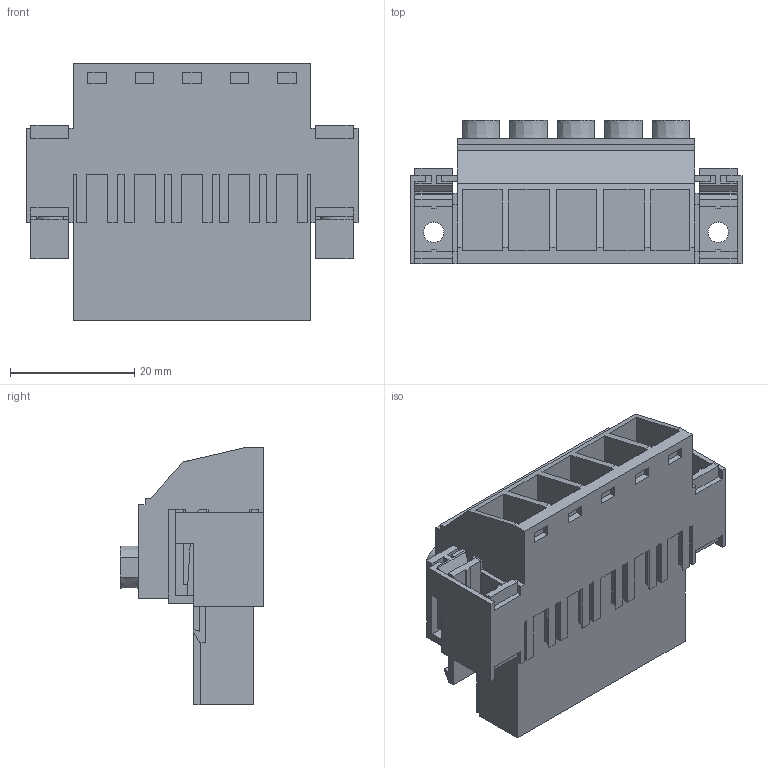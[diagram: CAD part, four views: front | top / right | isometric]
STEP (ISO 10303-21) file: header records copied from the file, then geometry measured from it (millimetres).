
FILE_DESCRIPTION(('CATIA V5 STEP Exchange','CAx-IF Rec.Pracs.--- Model Styling and Organization---1.2---2011-12-15'),'2;1');
FILE_NAME ('D1459483_0_1932100000_1932100000.stp','2017-03-24T12:28:47+00:00',('none'),('Weidmueller'),'CATIA Version 5-6 Release 2014','CATIA V5 STEP AP214','none');
FILE_SCHEMA(('AUTOMOTIVE_DESIGN { 1 0 10303 214 1 1 1 1 }'));
Length unit declared in the file: millimetre
Products named in the file (1): 1932100000
Bounding box: 53.34 x 23.1 x 41.45 mm (x, y, z)
Volume: 17433.6 mm3; surface area: 15935.7 mm2
Topology: 8 solids, 8 shells, 628 faces, 1832 edges, 1249 vertices
Faces by surface type: plane 583, cylinder 35, extrusion 10
Entity records: 19380 total; most frequent: CARTESIAN_POINT 3815, ORIENTED_EDGE 3664, DIRECTION 2473, EDGE_CURVE 1832, VECTOR 1694, LINE 1684, VERTEX_POINT 1249, EDGE_LOOP 665
